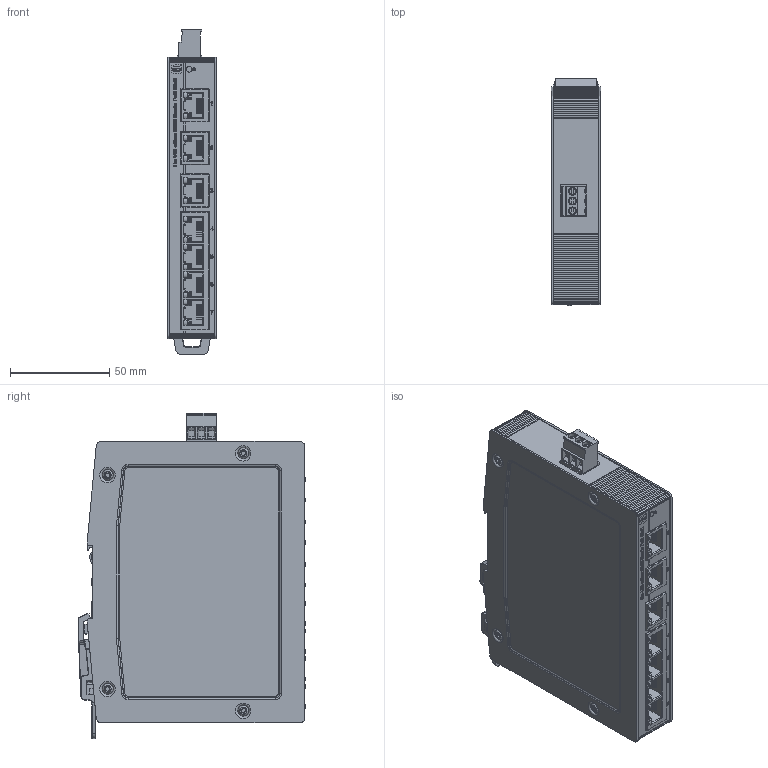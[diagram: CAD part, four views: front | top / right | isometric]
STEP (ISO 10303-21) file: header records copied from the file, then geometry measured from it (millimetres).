
FILE_DESCRIPTION(/* description */ (''),/* implementation_level */ '2;1');
FILE_NAME(/* name */ '100576798ugm000_b.stp',/* time_stamp */ '2019-03-19T14:04:23+01:00',/* author */ (''),/* organization */ (''),/* preprocessor_version */ 'ST-DEVELOPER v16.7',/* originating_system */ 'SIEMENS PLM Software NX 12.0',/* authorisation */ '');
FILE_SCHEMA (('AUTOMOTIVE_DESIGN { 1 0 10303 214 3 1 1 1 }'));
Products named in the file (1): 100576798ugm000_b
Bounding box: 25 x 114.65 x 164.29 mm (x, y, z)
Volume: 358344 mm3; surface area: 56909 mm2
Topology: 1 solids, 1 shells, 2430 faces, 6723 edges, 4349 vertices
Faces by surface type: plane 1264, cylinder 749, bspline 325, torus 55, cone 31, sphere 6
Full cylindrical faces by diameter (mm): 0.5 x1, 2.3 x10, 2.8 x1, 3.2 x1, 4 x3, 5.3 x9
Entity records: 93986 total; most frequent: CARTESIAN_POINT 33191, ORIENTED_EDGE 13232, DIRECTION 11632, EDGE_CURVE 6616, VERTEX_POINT 4326, LINE 4306, VECTOR 4306, AXIS2_PLACEMENT_3D 3663
